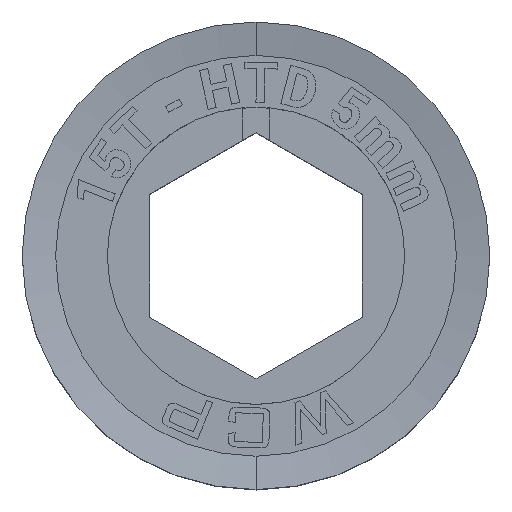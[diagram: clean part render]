
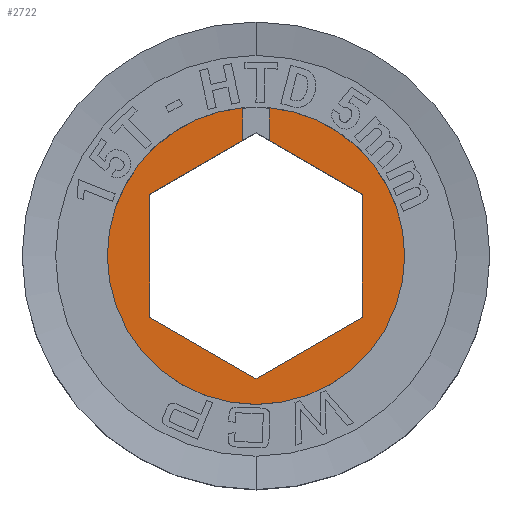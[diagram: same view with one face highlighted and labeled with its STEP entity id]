
A CAD part, top view. The second image highlights one B-rep face of the part: STEP entity #2722.
In plain terms, the highlighted planar face has unit normal (0, 0, 1).
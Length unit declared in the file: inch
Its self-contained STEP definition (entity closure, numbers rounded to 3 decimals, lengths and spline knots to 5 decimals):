
#727 = VERTEX_POINT ( 'NONE', #7972 ) ;
#751 = EDGE_CURVE ( 'NONE', #1672, #3612, #7804, .T. ) ;
#839 = ORIENTED_EDGE ( 'NONE', *, *, #7671, .T. ) ;
#843 = ORIENTED_EDGE ( 'NONE', *, *, #1046, .F. ) ;
#850 = CARTESIAN_POINT ( 'NONE',  ( -0.03125, 0.349, 0.28125 ) ) ;
#1046 = EDGE_CURVE ( 'NONE', #727, #5655, #7613, .T. ) ;
#1216 = EDGE_LOOP ( 'NONE', ( #7599, #839, #8010, #4366, #843, #8095, #8637, #1849, #8558, #10956, #1620 ) ) ;
#1440 = EDGE_CURVE ( 'NONE', #7458, #5655, #4185, .T. ) ;
#1620 = ORIENTED_EDGE ( 'NONE', *, *, #10640, .F. ) ;
#1644 = AXIS2_PLACEMENT_3D ( 'NONE', #6570, #10150, #11100 ) ;
#1672 = VERTEX_POINT ( 'NONE', #11191 ) ;
#1707 = LINE ( 'NONE', #2475, #3722 ) ;
#1849 = ORIENTED_EDGE ( 'NONE', *, *, #6984, .F. ) ;
#1926 = DIRECTION ( 'NONE',  ( 0., 0., 1. ) ) ;
#2139 = EDGE_CURVE ( 'NONE', #6768, #9288, #2905, .T. ) ;
#2290 = VERTEX_POINT ( 'NONE', #9648 ) ;
#2475 = CARTESIAN_POINT ( 'NONE',  ( 0.251, 0.14491, 0.28125 ) ) ;
#2491 = FACE_OUTER_BOUND ( 'NONE', #1216, .T. ) ;
#2722 = ADVANCED_FACE ( 'NONE', ( #2491 ), #8623, .T. ) ;
#2761 = DIRECTION ( 'NONE',  ( 1., 0., 0. ) ) ;
#2846 = VERTEX_POINT ( 'NONE', #8357 ) ;
#2905 = LINE ( 'NONE', #6512, #2933 ) ;
#2933 = VECTOR ( 'NONE', #3618, 39.37008 ) ;
#3612 = VERTEX_POINT ( 'NONE', #10197 ) ;
#3618 = DIRECTION ( 'NONE',  ( 0., 1., 0. ) ) ;
#3635 = CARTESIAN_POINT ( 'NONE',  ( 0.251, 0.14491, 0.28125 ) ) ;
#3722 = VECTOR ( 'NONE', #11447, 39.37008 ) ;
#3846 = DIRECTION ( 'NONE',  ( 0., -1., 0. ) ) ;
#4090 = VECTOR ( 'NONE', #6447, 39.37008 ) ;
#4095 = VECTOR ( 'NONE', #9966, 39.37008 ) ;
#4155 = DIRECTION ( 'NONE',  ( 1., 0., 0. ) ) ;
#4185 = CIRCLE ( 'NONE', #10773, 0.35039 ) ;
#4332 = DIRECTION ( 'NONE',  ( 0.866, -0.5, 0. ) ) ;
#4366 = ORIENTED_EDGE ( 'NONE', *, *, #1440, .T. ) ;
#5178 = LINE ( 'NONE', #7820, #4090 ) ;
#5221 = CARTESIAN_POINT ( 'NONE',  ( -0.251, -0.14491, 0.28125 ) ) ;
#5223 = DIRECTION ( 'NONE',  ( 0., 0., 1. ) ) ;
#5547 = DIRECTION ( 'NONE',  ( 0., 0., 1. ) ) ;
#5655 = VERTEX_POINT ( 'NONE', #10627 ) ;
#5730 = LINE ( 'NONE', #11024, #4095 ) ;
#6048 = EDGE_CURVE ( 'NONE', #11229, #7458, #8675, .T. ) ;
#6094 = CARTESIAN_POINT ( 'NONE',  ( 0., 0.28983, 0.28125 ) ) ;
#6104 = CARTESIAN_POINT ( 'NONE',  ( 0., 0., 0.28125 ) ) ;
#6370 = CARTESIAN_POINT ( 'NONE',  ( 0., 0., 0.28125 ) ) ;
#6447 = DIRECTION ( 'NONE',  ( 0.866, 0.5, 0. ) ) ;
#6512 = CARTESIAN_POINT ( 'NONE',  ( 0.251, -0.14491, 0.28125 ) ) ;
#6570 = CARTESIAN_POINT ( 'NONE',  ( 0., 0., 0.28125 ) ) ;
#6678 = CARTESIAN_POINT ( 'NONE',  ( 0.03125, 0.27179, 0.28125 ) ) ;
#6682 = VECTOR ( 'NONE', #3846, 39.37008 ) ;
#6768 = VERTEX_POINT ( 'NONE', #7080 ) ;
#6984 = EDGE_CURVE ( 'NONE', #3612, #6768, #5178, .T. ) ;
#7001 = VERTEX_POINT ( 'NONE', #850 ) ;
#7080 = CARTESIAN_POINT ( 'NONE',  ( 0.251, -0.14491, 0.28125 ) ) ;
#7190 = EDGE_CURVE ( 'NONE', #2846, #1672, #5730, .T. ) ;
#7257 = VECTOR ( 'NONE', #9618, 39.37008 ) ;
#7279 = CARTESIAN_POINT ( 'NONE',  ( -0.03125, 0.27179, 0.28125 ) ) ;
#7458 = VERTEX_POINT ( 'NONE', #10753 ) ;
#7473 = CARTESIAN_POINT ( 'NONE',  ( 0., 0., 0.28125 ) ) ;
#7599 = ORIENTED_EDGE ( 'NONE', *, *, #11510, .F. ) ;
#7613 = LINE ( 'NONE', #6678, #10195 ) ;
#7671 = EDGE_CURVE ( 'NONE', #7001, #11229, #10488, .T. ) ;
#7804 = LINE ( 'NONE', #5221, #10781 ) ;
#7820 = CARTESIAN_POINT ( 'NONE',  ( 0., -0.28983, 0.28125 ) ) ;
#7831 = EDGE_CURVE ( 'NONE', #9288, #727, #1707, .T. ) ;
#7931 = AXIS2_PLACEMENT_3D ( 'NONE', #6370, #5547, #2761 ) ;
#7972 = CARTESIAN_POINT ( 'NONE',  ( 0.03125, 0.27179, 0.28125 ) ) ;
#8010 = ORIENTED_EDGE ( 'NONE', *, *, #6048, .T. ) ;
#8095 = ORIENTED_EDGE ( 'NONE', *, *, #7831, .F. ) ;
#8286 = DIRECTION ( 'NONE',  ( 1., 0., 0. ) ) ;
#8357 = CARTESIAN_POINT ( 'NONE',  ( -0.251, 0.14491, 0.28125 ) ) ;
#8558 = ORIENTED_EDGE ( 'NONE', *, *, #751, .F. ) ;
#8623 = PLANE ( 'NONE',  #11109 ) ;
#8637 = ORIENTED_EDGE ( 'NONE', *, *, #2139, .F. ) ;
#8675 = CIRCLE ( 'NONE', #7931, 0.35039 ) ;
#9288 = VERTEX_POINT ( 'NONE', #3635 ) ;
#9392 = CARTESIAN_POINT ( 'NONE',  ( -0.35039, 0., 0.28125 ) ) ;
#9618 = DIRECTION ( 'NONE',  ( -0.866, -0.5, 0. ) ) ;
#9648 = CARTESIAN_POINT ( 'NONE',  ( -0.03125, 0.27179, 0.28125 ) ) ;
#9966 = DIRECTION ( 'NONE',  ( 0., -1., 0. ) ) ;
#10150 = DIRECTION ( 'NONE',  ( 0., 0., 1. ) ) ;
#10195 = VECTOR ( 'NONE', #10203, 39.37008 ) ;
#10197 = CARTESIAN_POINT ( 'NONE',  ( 0., -0.28983, 0.28125 ) ) ;
#10203 = DIRECTION ( 'NONE',  ( 0., 1., 0. ) ) ;
#10488 = CIRCLE ( 'NONE', #1644, 0.35039 ) ;
#10627 = CARTESIAN_POINT ( 'NONE',  ( 0.03125, 0.349, 0.28125 ) ) ;
#10640 = EDGE_CURVE ( 'NONE', #2290, #2846, #11628, .T. ) ;
#10753 = CARTESIAN_POINT ( 'NONE',  ( 0.35039, 0., 0.28125 ) ) ;
#10773 = AXIS2_PLACEMENT_3D ( 'NONE', #7473, #1926, #8286 ) ;
#10781 = VECTOR ( 'NONE', #4332, 39.37008 ) ;
#10956 = ORIENTED_EDGE ( 'NONE', *, *, #7190, .F. ) ;
#11024 = CARTESIAN_POINT ( 'NONE',  ( -0.251, 0.14491, 0.28125 ) ) ;
#11046 = LINE ( 'NONE', #7279, #6682 ) ;
#11100 = DIRECTION ( 'NONE',  ( 1., 0., 0. ) ) ;
#11109 = AXIS2_PLACEMENT_3D ( 'NONE', #6104, #5223, #4155 ) ;
#11191 = CARTESIAN_POINT ( 'NONE',  ( -0.251, -0.14491, 0.28125 ) ) ;
#11229 = VERTEX_POINT ( 'NONE', #9392 ) ;
#11447 = DIRECTION ( 'NONE',  ( -0.866, 0.5, 0. ) ) ;
#11510 = EDGE_CURVE ( 'NONE', #7001, #2290, #11046, .T. ) ;
#11628 = LINE ( 'NONE', #6094, #7257 ) ;
